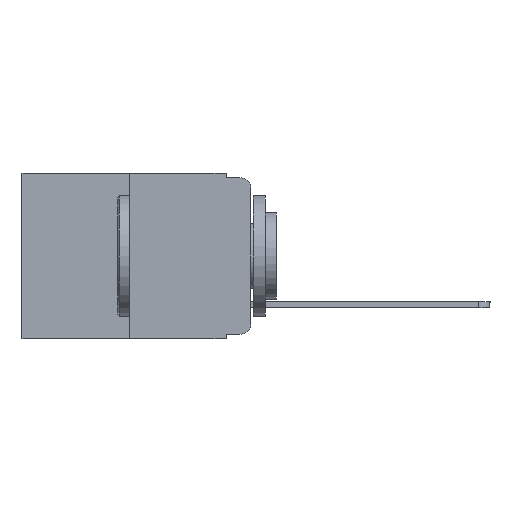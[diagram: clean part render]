
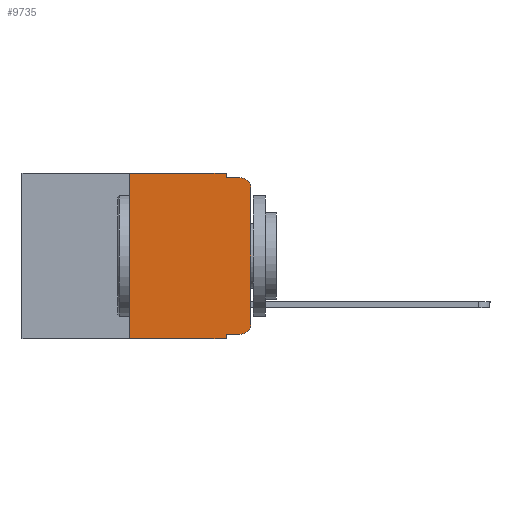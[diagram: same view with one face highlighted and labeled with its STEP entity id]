
A CAD part, left-side view. The second image highlights one B-rep face of the part: STEP entity #9735.
In plain terms, the highlighted planar face has unit normal (-1, 0, 0).
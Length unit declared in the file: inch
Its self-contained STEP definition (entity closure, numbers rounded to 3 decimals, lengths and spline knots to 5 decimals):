
#122 = VERTEX_POINT ( 'NONE', #7761 ) ;
#166 = LINE ( 'NONE', #4781, #11592 ) ;
#222 = LINE ( 'NONE', #481, #273 ) ;
#273 = VECTOR ( 'NONE', #420, 39.37008 ) ;
#420 = DIRECTION ( 'NONE',  ( 0., -1., 0. ) ) ;
#481 = CARTESIAN_POINT ( 'NONE',  ( 0., 0.473, -0.343 ) ) ;
#483 = ORIENTED_EDGE ( 'NONE', *, *, #4987, .T. ) ;
#580 = DIRECTION ( 'NONE',  ( 0., 0., 1. ) ) ;
#982 = DIRECTION ( 'NONE',  ( 0., 0., -1. ) ) ;
#1013 = ORIENTED_EDGE ( 'NONE', *, *, #2211, .T. ) ;
#1312 = EDGE_CURVE ( 'NONE', #6114, #8369, #8078, .T. ) ;
#1584 = CARTESIAN_POINT ( 'NONE',  ( 0., 0.02, -0.03 ) ) ;
#1852 = CIRCLE ( 'NONE', #9541, 0.02 ) ;
#2023 = LINE ( 'NONE', #2237, #10462 ) ;
#2058 = PLANE ( 'NONE',  #4546 ) ;
#2069 = VERTEX_POINT ( 'NONE', #3409 ) ;
#2167 = CARTESIAN_POINT ( 'NONE',  ( 0., 0.051, -0.333 ) ) ;
#2211 = EDGE_CURVE ( 'NONE', #6005, #8369, #222, .T. ) ;
#2237 = CARTESIAN_POINT ( 'NONE',  ( 0., 0.051, -0.01 ) ) ;
#2263 = CARTESIAN_POINT ( 'NONE',  ( 0., 0.473, 0. ) ) ;
#2355 = VERTEX_POINT ( 'NONE', #5933 ) ;
#2491 = CARTESIAN_POINT ( 'NONE',  ( 0., 0.25, 0. ) ) ;
#2606 = LINE ( 'NONE', #12116, #9429 ) ;
#2631 = CARTESIAN_POINT ( 'NONE',  ( 0., 0.051, 0. ) ) ;
#2874 = EDGE_CURVE ( 'NONE', #122, #3328, #1852, .T. ) ;
#3182 = VECTOR ( 'NONE', #11798, 39.37008 ) ;
#3194 = ORIENTED_EDGE ( 'NONE', *, *, #12935, .T. ) ;
#3328 = VERTEX_POINT ( 'NONE', #9157 ) ;
#3409 = CARTESIAN_POINT ( 'NONE',  ( 0., 0., -0.313 ) ) ;
#3955 = ORIENTED_EDGE ( 'NONE', *, *, #6567, .F. ) ;
#3980 = CARTESIAN_POINT ( 'NONE',  ( 0., 0.473, 0. ) ) ;
#4165 = CARTESIAN_POINT ( 'NONE',  ( 0., 0.051, 0. ) ) ;
#4546 = AXIS2_PLACEMENT_3D ( 'NONE', #2263, #10353, #8377 ) ;
#4639 = ORIENTED_EDGE ( 'NONE', *, *, #2874, .T. ) ;
#4766 = LINE ( 'NONE', #2631, #3182 ) ;
#4781 = CARTESIAN_POINT ( 'NONE',  ( 0., 0.25, 0. ) ) ;
#4833 = EDGE_CURVE ( 'NONE', #6005, #12268, #166, .T. ) ;
#4987 = EDGE_CURVE ( 'NONE', #2355, #2069, #13376, .T. ) ;
#5087 = EDGE_LOOP ( 'NONE', ( #3194, #4639, #11357, #3955, #9662, #12028, #1013, #10223, #7355, #483 ) ) ;
#5305 = LINE ( 'NONE', #3980, #6369 ) ;
#5906 = CARTESIAN_POINT ( 'NONE',  ( 0., 0.051, -0.343 ) ) ;
#5933 = CARTESIAN_POINT ( 'NONE',  ( 0., 0.02, -0.333 ) ) ;
#6005 = VERTEX_POINT ( 'NONE', #6388 ) ;
#6114 = VERTEX_POINT ( 'NONE', #12738 ) ;
#6148 = CARTESIAN_POINT ( 'NONE',  ( 0., 0.02, -0.313 ) ) ;
#6369 = VECTOR ( 'NONE', #10286, 39.37008 ) ;
#6388 = CARTESIAN_POINT ( 'NONE',  ( 0., 0.25, -0.343 ) ) ;
#6567 = EDGE_CURVE ( 'NONE', #8453, #12185, #4766, .T. ) ;
#6961 = DIRECTION ( 'NONE',  ( 0., 0., -1. ) ) ;
#7283 = FACE_OUTER_BOUND ( 'NONE', #5087, .T. ) ;
#7315 = LINE ( 'NONE', #2167, #9363 ) ;
#7355 = ORIENTED_EDGE ( 'NONE', *, *, #10338, .T. ) ;
#7761 = CARTESIAN_POINT ( 'NONE',  ( 0., 0., -0.03 ) ) ;
#7931 = DIRECTION ( 'NONE',  ( 0., 0., 1. ) ) ;
#7977 = DIRECTION ( 'NONE',  ( -1., 0., 0. ) ) ;
#8078 = LINE ( 'NONE', #4165, #8718 ) ;
#8369 = VERTEX_POINT ( 'NONE', #5906 ) ;
#8377 = DIRECTION ( 'NONE',  ( 0., 0., -1. ) ) ;
#8410 = DIRECTION ( 'NONE',  ( 0., -1., 0. ) ) ;
#8453 = VERTEX_POINT ( 'NONE', #13560 ) ;
#8718 = VECTOR ( 'NONE', #982, 39.37008 ) ;
#8932 = DIRECTION ( 'NONE',  ( 0., 0., -1. ) ) ;
#9157 = CARTESIAN_POINT ( 'NONE',  ( 0., 0.02, -0.01 ) ) ;
#9363 = VECTOR ( 'NONE', #9502, 39.37008 ) ;
#9429 = VECTOR ( 'NONE', #580, 39.37008 ) ;
#9502 = DIRECTION ( 'NONE',  ( 0., -1., 0. ) ) ;
#9541 = AXIS2_PLACEMENT_3D ( 'NONE', #1584, #7977, #8932 ) ;
#9662 = ORIENTED_EDGE ( 'NONE', *, *, #12526, .F. ) ;
#9735 = ADVANCED_FACE ( 'NONE', ( #7283 ), #2058, .F. ) ;
#9814 = CARTESIAN_POINT ( 'NONE',  ( 0., 0.051, -0.01 ) ) ;
#10223 = ORIENTED_EDGE ( 'NONE', *, *, #1312, .F. ) ;
#10286 = DIRECTION ( 'NONE',  ( 0., -1., 0. ) ) ;
#10312 = DIRECTION ( 'NONE',  ( -1., 0., 0. ) ) ;
#10338 = EDGE_CURVE ( 'NONE', #6114, #2355, #7315, .T. ) ;
#10353 = DIRECTION ( 'NONE',  ( 1., 0., 0. ) ) ;
#10363 = EDGE_CURVE ( 'NONE', #12185, #3328, #2023, .T. ) ;
#10462 = VECTOR ( 'NONE', #8410, 39.37008 ) ;
#11357 = ORIENTED_EDGE ( 'NONE', *, *, #10363, .F. ) ;
#11592 = VECTOR ( 'NONE', #7931, 39.37008 ) ;
#11798 = DIRECTION ( 'NONE',  ( 0., 0., -1. ) ) ;
#11831 = AXIS2_PLACEMENT_3D ( 'NONE', #6148, #10312, #6961 ) ;
#12028 = ORIENTED_EDGE ( 'NONE', *, *, #4833, .F. ) ;
#12116 = CARTESIAN_POINT ( 'NONE',  ( 0., 0., 0. ) ) ;
#12185 = VERTEX_POINT ( 'NONE', #9814 ) ;
#12268 = VERTEX_POINT ( 'NONE', #2491 ) ;
#12526 = EDGE_CURVE ( 'NONE', #12268, #8453, #5305, .T. ) ;
#12738 = CARTESIAN_POINT ( 'NONE',  ( 0., 0.051, -0.333 ) ) ;
#12935 = EDGE_CURVE ( 'NONE', #2069, #122, #2606, .T. ) ;
#13376 = CIRCLE ( 'NONE', #11831, 0.02 ) ;
#13560 = CARTESIAN_POINT ( 'NONE',  ( 0., 0.051, 0. ) ) ;
